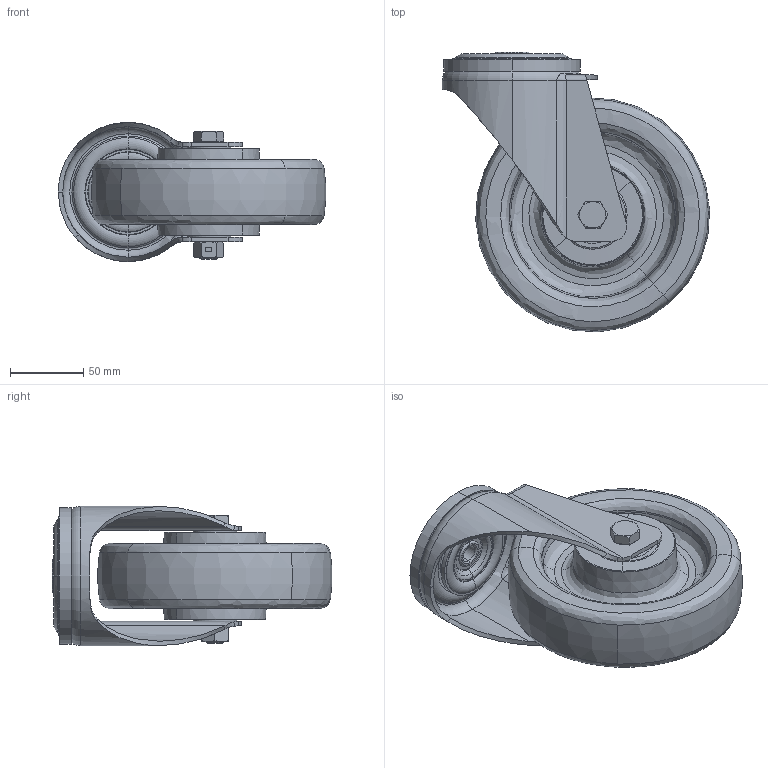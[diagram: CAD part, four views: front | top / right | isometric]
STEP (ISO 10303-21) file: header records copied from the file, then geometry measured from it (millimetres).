
FILE_DESCRIPTION (( 'STEP AP214' ), '1' );
FILE_NAME ('0056022.step', '2024-05-15T08:39:39', ( '' ), ( '' ), 'SwSTEP 2.0', 'SolidWorks 2020', '' );
FILE_SCHEMA (( 'AUTOMOTIVE_DESIGN' ));
Length unit declared in the file: millimetre
Products named in the file (1): 0056022
Bounding box: 182.27 x 190.77 x 95 mm (x, y, z)
Volume: 820955.7 mm3; surface area: 261368.6 mm2
Topology: 28 solids, 29 shells, 619 faces, 1416 edges, 848 vertices
Faces by surface type: plane 149, cylinder 139, bspline 112, torus 104, cone 91, sphere 24
Entity records: 29883 total; most frequent: CARTESIAN_POINT 9579, DIRECTION 2802, ORIENTED_EDGE 2736, EDGE_CURVE 1368, AXIS2_PLACEMENT_3D 1212, VERTEX_POINT 824, CIRCLE 704, EDGE_LOOP 680
